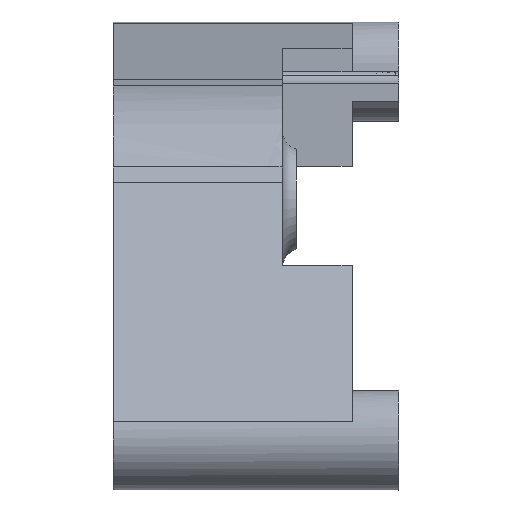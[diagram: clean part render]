
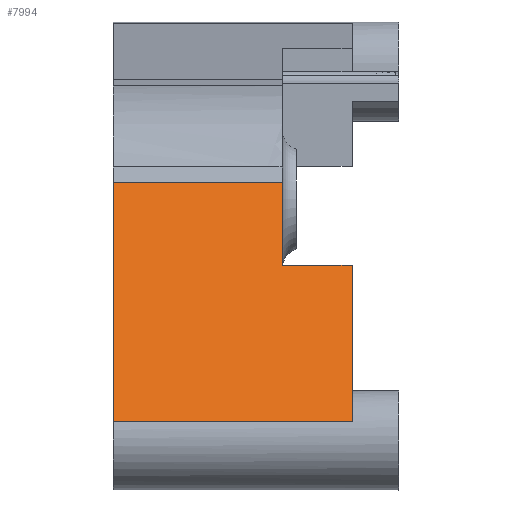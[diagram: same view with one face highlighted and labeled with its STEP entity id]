
A CAD part, left-side view. The second image highlights one B-rep face of the part: STEP entity #7994.
In plain terms, the highlighted planar face has unit normal (-0.927, 0, 0.374).
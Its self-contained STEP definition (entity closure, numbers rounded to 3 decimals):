
#509=LINE('',#10659,#869);
#510=LINE('',#10661,#870);
#511=LINE('',#10663,#871);
#512=LINE('',#10665,#872);
#513=LINE('',#10667,#873);
#514=LINE('',#10668,#874);
#869=VECTOR('',#9270,12.);
#870=VECTOR('',#9271,8.466);
#871=VECTOR('',#9272,3.5);
#872=VECTOR('',#9273,4.477);
#873=VECTOR('',#9274,8.5);
#874=VECTOR('',#9275,12.943);
#1854=PLANE('',#8723);
#2015=FACE_OUTER_BOUND('',#2738,.T.);
#2738=EDGE_LOOP('',(#5566,#5567,#5568,#5569,#5570,#5571));
#3810=VERTEX_POINT('',#10657);
#3811=VERTEX_POINT('',#10658);
#3812=VERTEX_POINT('',#10660);
#3813=VERTEX_POINT('',#10662);
#3814=VERTEX_POINT('',#10664);
#3815=VERTEX_POINT('',#10666);
#4341=EDGE_CURVE('',#3810,#3811,#509,.T.);
#4342=EDGE_CURVE('',#3812,#3811,#510,.T.);
#4343=EDGE_CURVE('',#3813,#3812,#511,.T.);
#4344=EDGE_CURVE('',#3814,#3813,#512,.T.);
#4345=EDGE_CURVE('',#3814,#3815,#513,.T.);
#4346=EDGE_CURVE('',#3810,#3815,#514,.T.);
#5566=ORIENTED_EDGE('',*,*,#4341,.T.);
#5567=ORIENTED_EDGE('',*,*,#4342,.F.);
#5568=ORIENTED_EDGE('',*,*,#4343,.F.);
#5569=ORIENTED_EDGE('',*,*,#4344,.F.);
#5570=ORIENTED_EDGE('',*,*,#4345,.T.);
#5571=ORIENTED_EDGE('',*,*,#4346,.F.);
#7994=ADVANCED_FACE('',(#2015),#1854,.T.);
#8723=AXIS2_PLACEMENT_3D('',#10656,#9268,#9269);
#9268=DIRECTION('center_axis',(-0.928,0.,
0.374));
#9269=DIRECTION('ref_axis',(-0.374,0.,-0.928));
#9270=DIRECTION('',(0.,-1.,0.));
#9271=DIRECTION('',(-0.374,0.,-0.928));
#9272=DIRECTION('',(0.,-1.,0.));
#9273=DIRECTION('',(-0.374,0.,-0.928));
#9274=DIRECTION('',(0.,1.,0.));
#9275=DIRECTION('',(0.374,0.,0.928));
#10656=CARTESIAN_POINT('Origin',(-8.176,8.,1.641));
#10657=CARTESIAN_POINT('',(-13.337,8.5,-11.169));
#10658=CARTESIAN_POINT('',(-13.337,-3.5,-11.169));
#10659=CARTESIAN_POINT('',(-13.337,8.,-11.169));
#10660=CARTESIAN_POINT('',(-10.173,-3.5,-3.316));
#10661=CARTESIAN_POINT('',(-8.5,-3.5,0.837));
#10662=CARTESIAN_POINT('',(-10.173,0.,-3.316));
#10663=CARTESIAN_POINT('',(-10.173,0.,-3.316));
#10664=CARTESIAN_POINT('',(-8.5,0.,0.837));
#10665=CARTESIAN_POINT('',(-13.337,0.,-11.169));
#10666=CARTESIAN_POINT('',(-8.5,8.5,0.837));
#10667=CARTESIAN_POINT('',(-8.5,8.25,0.837));
#10668=CARTESIAN_POINT('',(-13.337,8.5,-11.169));
